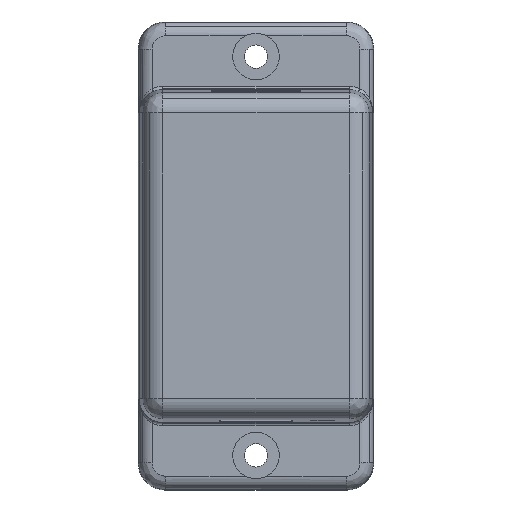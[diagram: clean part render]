
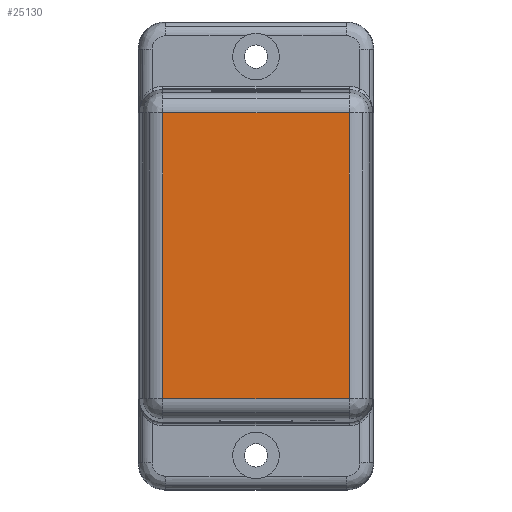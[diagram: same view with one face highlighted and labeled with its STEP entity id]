
A CAD part, top view. The second image highlights one B-rep face of the part: STEP entity #25130.
In plain terms, the highlighted planar face has unit normal (0, 0, 1).
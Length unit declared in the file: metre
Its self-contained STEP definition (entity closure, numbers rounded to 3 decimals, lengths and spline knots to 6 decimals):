
#251 = VECTOR ( 'NONE', #29140, 1. ) ;
#475 = CARTESIAN_POINT ( 'NONE',  ( -0.014, -0.021509, 0.022 ) ) ;
#553 = EDGE_CURVE ( 'NONE', #32776, #3804, #28881, .T. ) ;
#612 = AXIS2_PLACEMENT_3D ( 'NONE', #15272, #12223, #20584 ) ;
#1580 = ORIENTED_EDGE ( 'NONE', *, *, #14153, .F. ) ;
#1799 = ORIENTED_EDGE ( 'NONE', *, *, #23647, .F. ) ;
#2407 = CARTESIAN_POINT ( 'NONE',  ( 0.014, -0.0215, 0.022 ) ) ;
#2674 = CARTESIAN_POINT ( 'NONE',  ( 0.014, -0.021509, 0.022 ) ) ;
#3804 = VERTEX_POINT ( 'NONE', #9114 ) ;
#4481 = VECTOR ( 'NONE', #26253, 1. ) ;
#4612 = CARTESIAN_POINT ( 'NONE',  ( 0.014009, 0.0215, 0.022 ) ) ;
#5148 = EDGE_LOOP ( 'NONE', ( #1580, #6229, #31832, #8794, #15173, #24457, #33304, #1799 ) ) ;
#5424 = CARTESIAN_POINT ( 'NONE',  ( -0.014, 0.021509, 0.022 ) ) ;
#6081 = AXIS2_PLACEMENT_3D ( 'NONE', #2407, #23500, #34361 ) ;
#6229 = ORIENTED_EDGE ( 'NONE', *, *, #12487, .F. ) ;
#6281 = AXIS2_PLACEMENT_3D ( 'NONE', #20059, #14565, #25400 ) ;
#6921 = FACE_OUTER_BOUND ( 'NONE', #5148, .T. ) ;
#8794 = ORIENTED_EDGE ( 'NONE', *, *, #24536, .F. ) ;
#9114 = CARTESIAN_POINT ( 'NONE',  ( 0.014009, -0.0215, 0.022 ) ) ;
#9739 = EDGE_CURVE ( 'NONE', #28225, #23798, #10536, .T. ) ;
#9829 = AXIS2_PLACEMENT_3D ( 'NONE', #15665, #15315, #26140 ) ;
#10377 = EDGE_CURVE ( 'NONE', #3804, #28225, #21367, .T. ) ;
#10536 = LINE ( 'NONE', #13327, #251 ) ;
#11040 = CARTESIAN_POINT ( 'NONE',  ( 0.014009, 0.0215, 0.022 ) ) ;
#11176 = VECTOR ( 'NONE', #30008, 1. ) ;
#12017 = CARTESIAN_POINT ( 'NONE',  ( 0.014, 0.021509, 0.022 ) ) ;
#12047 = CARTESIAN_POINT ( 'NONE',  ( -0.014, 0.021509, 0.022 ) ) ;
#12223 = DIRECTION ( 'NONE',  ( 0., 0., -1. ) ) ;
#12480 = CIRCLE ( 'NONE', #6281, 0.000009 ) ;
#12487 = EDGE_CURVE ( 'NONE', #31171, #32050, #12480, .T. ) ;
#13327 = CARTESIAN_POINT ( 'NONE',  ( 0.014, -0.021509, 0.022 ) ) ;
#13759 = AXIS2_PLACEMENT_3D ( 'NONE', #28171, #17530, #31193 ) ;
#14153 = EDGE_CURVE ( 'NONE', #32050, #22677, #19191, .T. ) ;
#14364 = CARTESIAN_POINT ( 'NONE',  ( -0.014009, -0.0215, 0.022 ) ) ;
#14565 = DIRECTION ( 'NONE',  ( 0., 0., -1. ) ) ;
#15173 = ORIENTED_EDGE ( 'NONE', *, *, #9739, .F. ) ;
#15272 = CARTESIAN_POINT ( 'NONE',  ( 0.014, 0.0215, 0.022 ) ) ;
#15315 = DIRECTION ( 'NONE',  ( 0., 0., -1. ) ) ;
#15409 = CIRCLE ( 'NONE', #612, 0.000009 ) ;
#15665 = CARTESIAN_POINT ( 'NONE',  ( -0.014, -0.0215, 0.022 ) ) ;
#16054 = CIRCLE ( 'NONE', #9829, 0.000009 ) ;
#17530 = DIRECTION ( 'NONE',  ( 0., 0., 1. ) ) ;
#18150 = CARTESIAN_POINT ( 'NONE',  ( -0.014009, -0.0215, 0.022 ) ) ;
#19191 = LINE ( 'NONE', #12047, #11176 ) ;
#20059 = CARTESIAN_POINT ( 'NONE',  ( -0.014, 0.0215, 0.022 ) ) ;
#20584 = DIRECTION ( 'NONE',  ( 0.707, 0.707, 0. ) ) ;
#21367 = CIRCLE ( 'NONE', #6081, 0.000009 ) ;
#22677 = VERTEX_POINT ( 'NONE', #12017 ) ;
#22825 = PLANE ( 'NONE',  #13759 ) ;
#22945 = CARTESIAN_POINT ( 'NONE',  ( -0.014009, 0.0215, 0.022 ) ) ;
#23500 = DIRECTION ( 'NONE',  ( 0., 0., -1. ) ) ;
#23647 = EDGE_CURVE ( 'NONE', #22677, #32776, #15409, .T. ) ;
#23798 = VERTEX_POINT ( 'NONE', #475 ) ;
#24457 = ORIENTED_EDGE ( 'NONE', *, *, #10377, .F. ) ;
#24536 = EDGE_CURVE ( 'NONE', #23798, #24576, #16054, .T. ) ;
#24576 = VERTEX_POINT ( 'NONE', #18150 ) ;
#25130 = ADVANCED_FACE ( 'NONE', ( #6921 ), #22825, .T. ) ;
#25400 = DIRECTION ( 'NONE',  ( -0.707, 0.707, 0. ) ) ;
#26140 = DIRECTION ( 'NONE',  ( -0.707, -0.707, 0. ) ) ;
#26253 = DIRECTION ( 'NONE',  ( 0., -1., 0. ) ) ;
#28025 = LINE ( 'NONE', #14364, #31538 ) ;
#28171 = CARTESIAN_POINT ( 'NONE',  ( 0., 0., 0.022 ) ) ;
#28225 = VERTEX_POINT ( 'NONE', #2674 ) ;
#28881 = LINE ( 'NONE', #4612, #4481 ) ;
#29140 = DIRECTION ( 'NONE',  ( -1., 0., 0. ) ) ;
#30008 = DIRECTION ( 'NONE',  ( 1., 0., 0. ) ) ;
#30148 = DIRECTION ( 'NONE',  ( 0., 1., 0. ) ) ;
#30501 = EDGE_CURVE ( 'NONE', #24576, #31171, #28025, .T. ) ;
#31171 = VERTEX_POINT ( 'NONE', #22945 ) ;
#31193 = DIRECTION ( 'NONE',  ( -1., 0., 0. ) ) ;
#31538 = VECTOR ( 'NONE', #30148, 1. ) ;
#31832 = ORIENTED_EDGE ( 'NONE', *, *, #30501, .F. ) ;
#32050 = VERTEX_POINT ( 'NONE', #5424 ) ;
#32776 = VERTEX_POINT ( 'NONE', #11040 ) ;
#33304 = ORIENTED_EDGE ( 'NONE', *, *, #553, .F. ) ;
#34361 = DIRECTION ( 'NONE',  ( 0.707, -0.707, 0. ) ) ;
